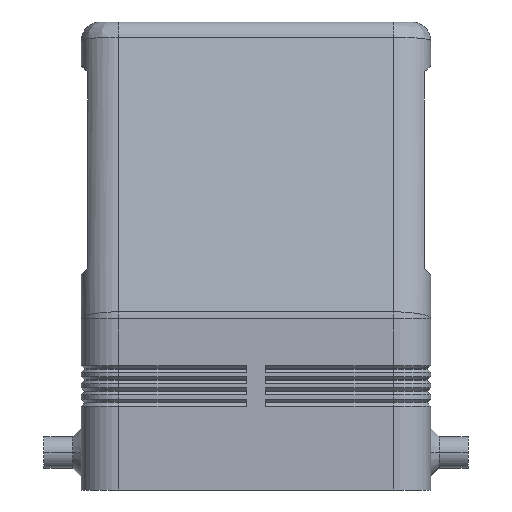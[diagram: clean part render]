
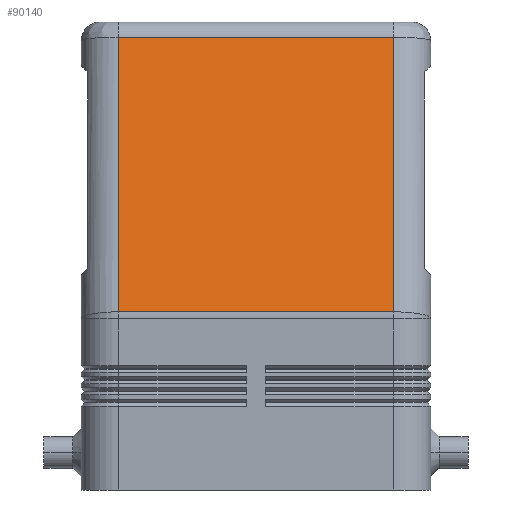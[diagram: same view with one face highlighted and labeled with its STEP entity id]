
A CAD part, left-side view. The second image highlights one B-rep face of the part: STEP entity #90140.
In plain terms, the highlighted planar face has unit normal (-0.982, 0, 0.188).
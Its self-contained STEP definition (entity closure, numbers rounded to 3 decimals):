
#24180=CARTESIAN_POINT('',(-32.466,-22.,72.564));
#24190=VERTEX_POINT('',#24180);
#24220=CARTESIAN_POINT('',(-32.466,22.,72.564));
#24230=DIRECTION('',(0.,-1.,0.));
#24240=VECTOR('',#24230,1.);
#24250=LINE('',#24220,#24240);
#24260=CARTESIAN_POINT('',(-32.466,22.,72.564));
#24270=VERTEX_POINT('',#24260);
#24280=EDGE_CURVE('',#24270,#24190,#24250,.T.);
#27430=CARTESIAN_POINT('',(-40.893,22.,28.559));
#27440=DIRECTION('',(0.188,0.,0.982));
#27450=VECTOR('',#27440,1.);
#27460=LINE('',#27430,#27450);
#27470=CARTESIAN_POINT('',(-40.893,22.,28.559));
#27480=VERTEX_POINT('',#27470);
#27490=EDGE_CURVE('',#27480,#24270,#27460,.T.);
#28170=CARTESIAN_POINT('',(-32.466,-22.,72.564));
#28180=DIRECTION('',(-0.188,0.,-0.982));
#28190=VECTOR('',#28180,1.);
#28200=LINE('',#28170,#28190);
#28210=CARTESIAN_POINT('',(-40.893,-22.,28.559));
#28220=VERTEX_POINT('',#28210);
#28230=EDGE_CURVE('',#24190,#28220,#28200,.T.);
#28990=CARTESIAN_POINT('',(-40.893,-22.,28.559));
#29000=DIRECTION('',(0.,1.,0.));
#29010=VECTOR('',#29000,1.);
#29020=LINE('',#28990,#29010);
#29030=EDGE_CURVE('',#28220,#27480,#29020,.T.);
#90030=CARTESIAN_POINT('',(-41.736,-26.4,24.159));
#90040=DIRECTION('',(-0.982,0.,0.188));
#90050=DIRECTION('',(0.188,0.,0.982));
#90060=AXIS2_PLACEMENT_3D('',#90030,#90040,#90050);
#90070=PLANE('',#90060);
#90080=ORIENTED_EDGE('',*,*,#27490,.F.);
#90090=ORIENTED_EDGE('',*,*,#24280,.F.);
#90100=ORIENTED_EDGE('',*,*,#28230,.F.);
#90110=ORIENTED_EDGE('',*,*,#29030,.F.);
#90120=EDGE_LOOP('',(#90110,#90100,#90090,#90080));
#90130=FACE_OUTER_BOUND('',#90120,.T.);
#90140=ADVANCED_FACE('',(#90130),#90070,.T.);
